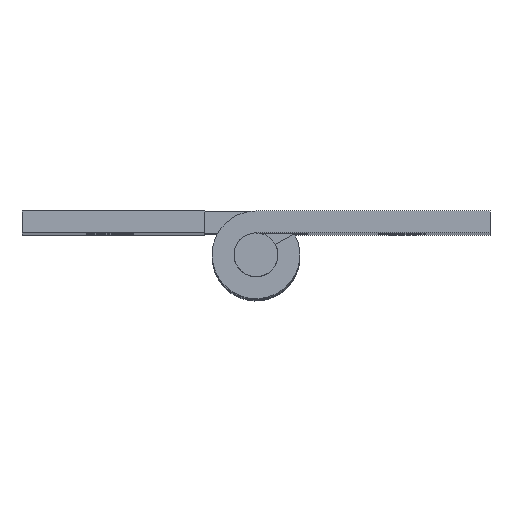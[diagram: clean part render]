
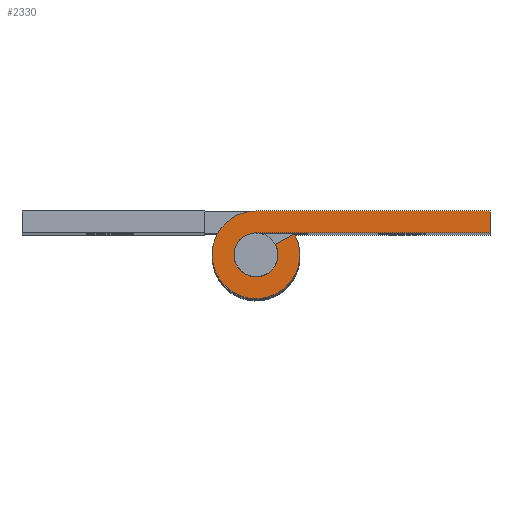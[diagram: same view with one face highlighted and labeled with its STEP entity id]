
A CAD part, top view. The second image highlights one B-rep face of the part: STEP entity #2330.
In plain terms, the highlighted free-form (B-spline) face has degree [1, 1] with [2, 2] control points.
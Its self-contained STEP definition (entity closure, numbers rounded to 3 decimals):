
#2253=CARTESIAN_POINT('',(-3.949,-3.299,90.0));
#2254=CARTESIAN_POINT('',(16.949,-3.299,90.0));
#2255=CARTESIAN_POINT('',(-3.949,3.3,90.0));
#2256=CARTESIAN_POINT('',(16.949,3.3,90.0));
#2257=B_SPLINE_SURFACE_WITH_KNOTS('',1,1,((#2253,#2255),(#2254,#2256)),.UNSPECIFIED.,.F.,.F.,.U.,(2,2),(2,2),(0.0,20.898),(0.0,6.599),.UNSPECIFIED.);
#2258=CARTESIAN_POINT('',(1.313,0.725,90.0));
#2259=VERTEX_POINT('',#2258);
#2260=CARTESIAN_POINT('',(0.0,1.5,90.0));
#2261=VERTEX_POINT('',#2260);
#2262=CARTESIAN_POINT('',(1.313,0.725,90.0));
#2263=CARTESIAN_POINT('',(1.867,-0.278,90.0));
#2264=CARTESIAN_POINT('',(1.045,-1.076,90.0));
#2265=CARTESIAN_POINT('',(0.224,-1.874,90.0));
#2266=CARTESIAN_POINT('',(-0.762,-1.292,90.0));
#2267=CARTESIAN_POINT('',(-1.749,-0.71,90.0));
#2268=CARTESIAN_POINT('',(-1.447,0.395,90.0));
#2269=CARTESIAN_POINT('',(-1.145,1.5,90.0));
#2270=CARTESIAN_POINT('',(0.0,1.5,90.0));
#2278=(BOUNDED_CURVE()B_SPLINE_CURVE(2,(#2262,#2263,#2264,#2265,#2266,#2267,#2268,#2269,#2270),.UNSPECIFIED.,.F.,.U.)B_SPLINE_CURVE_WITH_KNOTS((3,2,2,2,3),(0.0,0.25,0.5,0.75,1.0),.UNSPECIFIED.)CURVE()GEOMETRIC_REPRESENTATION_ITEM()RATIONAL_B_SPLINE_CURVE((1.0,0.795,1.0,0.795,1.0,0.795,1.0,0.795,1.0))REPRESENTATION_ITEM(''));
#2279=EDGE_CURVE('',#2259,#2261,#2278,.T.);
#2280=ORIENTED_EDGE('',*,*,#2279,.T.);
#2281=CARTESIAN_POINT('',(16.0,1.5,90.0));
#2282=VERTEX_POINT('',#2281);
#2283=CARTESIAN_POINT('',(0.0,1.5,90.0));
#2284=CARTESIAN_POINT('',(16.0,1.5,90.0));
#2285=QUASI_UNIFORM_CURVE('',1,(#2283,#2284),.UNSPECIFIED.,.F.,.U.);
#2286=EDGE_CURVE('',#2261,#2282,#2285,.T.);
#2287=ORIENTED_EDGE('',*,*,#2286,.T.);
#2288=CARTESIAN_POINT('',(16.0,3.0,90.0));
#2289=VERTEX_POINT('',#2288);
#2290=CARTESIAN_POINT('',(16.0,1.5,90.0));
#2291=CARTESIAN_POINT('',(16.0,3.0,90.0));
#2292=QUASI_UNIFORM_CURVE('',1,(#2290,#2291),.UNSPECIFIED.,.F.,.U.);
#2293=EDGE_CURVE('',#2282,#2289,#2292,.T.);
#2294=ORIENTED_EDGE('',*,*,#2293,.T.);
#2295=CARTESIAN_POINT('',(0.0,3.0,90.0));
#2296=VERTEX_POINT('',#2295);
#2297=CARTESIAN_POINT('',(16.0,3.0,90.0));
#2298=CARTESIAN_POINT('',(0.0,3.0,90.0));
#2299=QUASI_UNIFORM_CURVE('',1,(#2297,#2298),.UNSPECIFIED.,.F.,.U.);
#2300=EDGE_CURVE('',#2289,#2296,#2299,.T.);
#2301=ORIENTED_EDGE('',*,*,#2300,.T.);
#2302=CARTESIAN_POINT('',(2.626,1.45,90.0));
#2303=VERTEX_POINT('',#2302);
#2304=CARTESIAN_POINT('',(2.626,1.45,90.0));
#2305=CARTESIAN_POINT('',(3.733,-0.555,90.0));
#2306=CARTESIAN_POINT('',(2.091,-2.152,90.0));
#2307=CARTESIAN_POINT('',(0.448,-3.748,90.0));
#2308=CARTESIAN_POINT('',(-1.525,-2.584,90.0));
#2309=CARTESIAN_POINT('',(-3.497,-1.419,90.0));
#2310=CARTESIAN_POINT('',(-2.894,0.79,90.0));
#2311=CARTESIAN_POINT('',(-2.291,3.,90.0));
#2312=CARTESIAN_POINT('',(0.0,3.0,90.0));
#2320=(BOUNDED_CURVE()B_SPLINE_CURVE(2,(#2304,#2305,#2306,#2307,#2308,#2309,#2310,#2311,#2312),.UNSPECIFIED.,.F.,.U.)B_SPLINE_CURVE_WITH_KNOTS((3,2,2,2,3),(0.0,0.25,0.5,0.75,1.0),.UNSPECIFIED.)CURVE()GEOMETRIC_REPRESENTATION_ITEM()RATIONAL_B_SPLINE_CURVE((1.0,0.795,1.0,0.795,1.0,0.795,1.0,0.795,1.0))REPRESENTATION_ITEM(''));
#2321=EDGE_CURVE('',#2303,#2296,#2320,.T.);
#2322=ORIENTED_EDGE('',*,*,#2321,.F.);
#2323=CARTESIAN_POINT('',(2.626,1.45,90.0));
#2324=CARTESIAN_POINT('',(1.313,0.725,90.0));
#2325=QUASI_UNIFORM_CURVE('',1,(#2323,#2324),.UNSPECIFIED.,.F.,.U.);
#2326=EDGE_CURVE('',#2303,#2259,#2325,.T.);
#2327=ORIENTED_EDGE('',*,*,#2326,.T.);
#2328=EDGE_LOOP('',(#2280,#2287,#2294,#2301,#2322,#2327));
#2329=FACE_OUTER_BOUND('',#2328,.T.);
#2330=ADVANCED_FACE('',(#2329),#2257,.T.);
